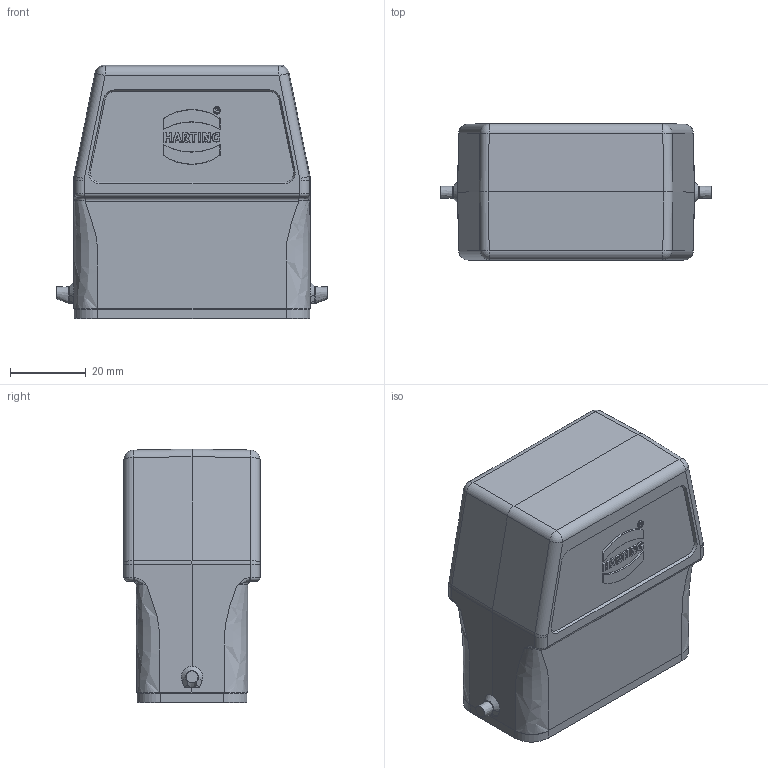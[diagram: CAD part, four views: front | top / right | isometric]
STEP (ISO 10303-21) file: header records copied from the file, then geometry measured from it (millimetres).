
FILE_DESCRIPTION((''),'2;1');
FILE_NAME('05200100661.stp','2020-07-07T16:08:59',('e.eickhoff'),(''),'Autodesk Inventor 2012','Autodesk Inventor 2012','');
FILE_SCHEMA(('AUTOMOTIVE_DESIGN { 1 0 10303 214 1 1 1 1 }'));
Length unit declared in the file: millimetre
Products named in the file (1): 05200100661
Bounding box: 71.7 x 36 x 67.2 mm (x, y, z)
Volume: 54400.3 mm3; surface area: 25614.3 mm2
Topology: 1 solids, 1 shells, 364 faces, 928 edges, 577 vertices
Faces by surface type: plane 174, cylinder 94, bspline 56, cone 28, torus 8, sphere 4
Full cylindrical faces by diameter (mm): 3 x4, 16.5 x1
Entity records: 12869 total; most frequent: CARTESIAN_POINT 4267, ORIENTED_EDGE 1792, DIRECTION 1697, EDGE_CURVE 896, AXIS2_PLACEMENT_3D 587, VERTEX_POINT 566, VECTOR 523, LINE 523
